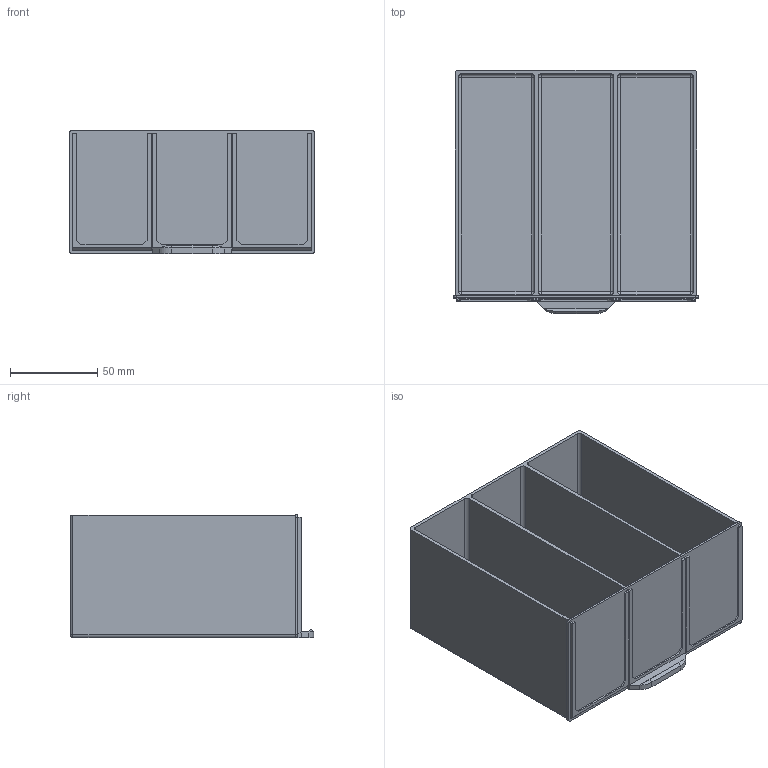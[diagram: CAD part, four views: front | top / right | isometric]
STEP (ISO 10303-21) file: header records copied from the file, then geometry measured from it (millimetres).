
FILE_DESCRIPTION(/* description */ (''),/* implementation_level */ '2;1');
FILE_NAME(/* name */ 'BoxMiddleMiddleDblWideDblTallDrwrDblDeepDblHgtDiv.stp',/* time_stamp */ '2020-01-18T19:03:54-08:00',/* author */ ('stewie'),/* organization */ (''),/* preprocessor_version */ 'ST-DEVELOPER v16.13',/* originating_system */ 'Autodesk Inventor 2018',/* authorisation */ '');
FILE_SCHEMA (('AUTOMOTIVE_DESIGN { 1 0 10303 214 3 1 1 }'));
Length unit declared in the file: millimetre
Products named in the file (1): BoxMiddleMiddleDblWideDblTallDrwrDblDeepDblHgtDiv
Bounding box: 140.62 x 139.78 x 70.78 mm (x, y, z)
Volume: 123683.8 mm3; surface area: 147976.2 mm2
Topology: 1 solids, 1 shells, 126 faces, 313 edges, 194 vertices
Faces by surface type: plane 75, cylinder 35, sphere 10, bspline 4, cone 2
Entity records: 3732 total; most frequent: CARTESIAN_POINT 670, DIRECTION 631, ORIENTED_EDGE 626, EDGE_CURVE 313, LINE 237, VECTOR 237, AXIS2_PLACEMENT_3D 197, VERTEX_POINT 194
